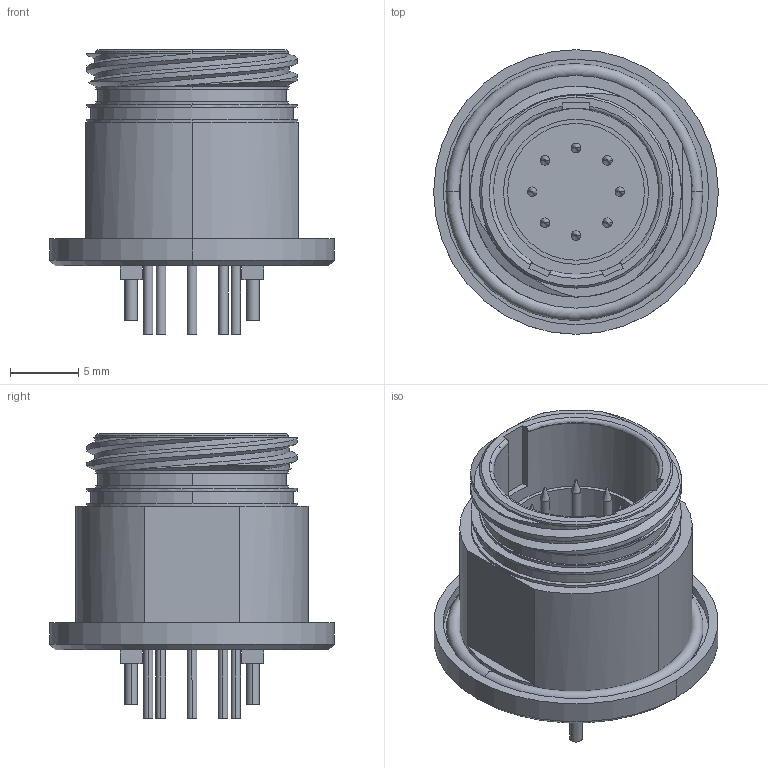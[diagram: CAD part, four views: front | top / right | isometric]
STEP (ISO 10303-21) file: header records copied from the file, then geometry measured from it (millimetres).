
FILE_DESCRIPTION((''),'2;1');
FILE_NAME('LEMO_HES.2M.308.XLDP_Part1.stp','2014-12-03T14:06:29',(''),(''),'Mechanical Desktop 2011','Mechanical Desktop 2011',', , ');
FILE_SCHEMA(('AUTOMOTIVE_DESIGN { 1 2 10303 214 1 1 1 1 }'));
Length unit declared in the file: millimetre
Products named in the file (1): Product
Bounding box: 20.8 x 20.8 x 20.8 mm (x, y, z)
Volume: 2301.9 mm3; surface area: 3260.2 mm2
Topology: 29 solids, 29 shells, 263 faces, 545 edges, 359 vertices
Faces by surface type: plane 119, cylinder 102, cone 22, torus 11, bspline 9
Entity records: 7972 total; most frequent: CARTESIAN_POINT 2157, DIRECTION 1268, ORIENTED_EDGE 1090, EDGE_CURVE 545, AXIS2_PLACEMENT_3D 520, VERTEX_POINT 359, EDGE_LOOP 290, CIRCLE 265
